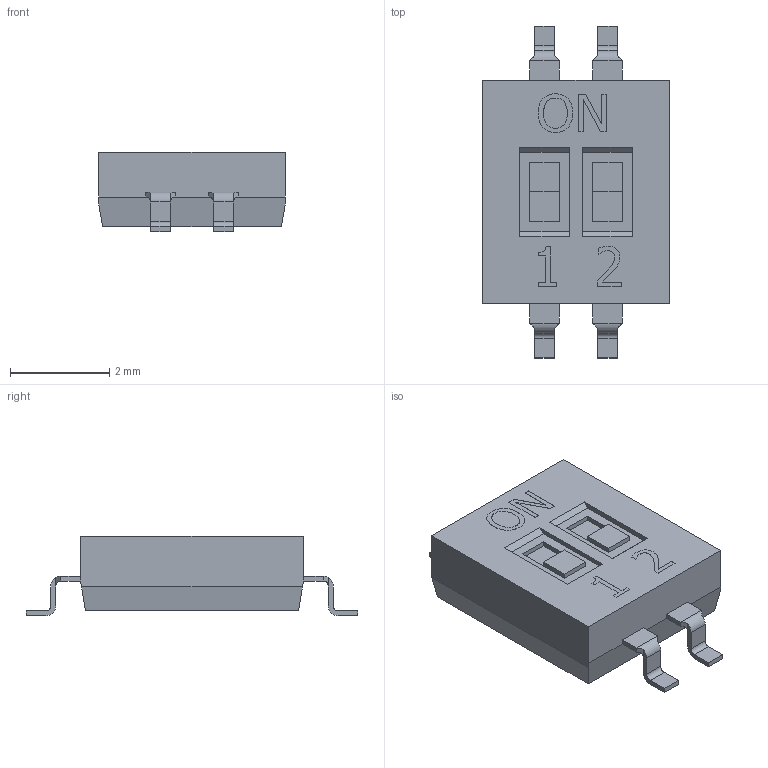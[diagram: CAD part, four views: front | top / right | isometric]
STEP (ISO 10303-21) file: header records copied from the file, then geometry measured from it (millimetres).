
FILE_DESCRIPTION(/* description */ ('','CAx-IF Rec.Pracs.---Representation and Presentation of Product Manufacturing Information (PMI)---4.0---2014-10-13'),/* implementation_level */ '2;1');
FILE_NAME(/* name */ 'KAN1102R.stp',/* time_stamp */ '2018-12-12T11:12:27-06:00',/* author */ ('mwilliams'),/* organization */ (''),/* preprocessor_version */ 'ST-DEVELOPER v17',/* originating_system */ 'Autodesk Inventor 2018',/* authorisation */ '');
FILE_SCHEMA (('AP242_MANAGED_MODEL_BASED_3D_ENGINEERING_MIM_LF { 1 0 10303 442 1 1 4 }'));
Products named in the file (2): N111251; KAN 2_2
Assembly tree (1 placements, depth 2):
  N111251
    KAN 2_2
Bounding box: 3.77 x 6.7 x 1.6 mm (x, y, z)
Volume: 25 mm3; surface area: 66.4 mm2
Topology: 1 solids, 1 shells, 163 faces, 428 edges, 276 vertices
Faces by surface type: plane 121, bspline 26, cylinder 16
Entity records: 5245 total; most frequent: CARTESIAN_POINT 1208, ORIENTED_EDGE 856, DIRECTION 704, EDGE_CURVE 428, LINE 328, VECTOR 328, VERTEX_POINT 276, AXIS2_PLACEMENT_3D 188
